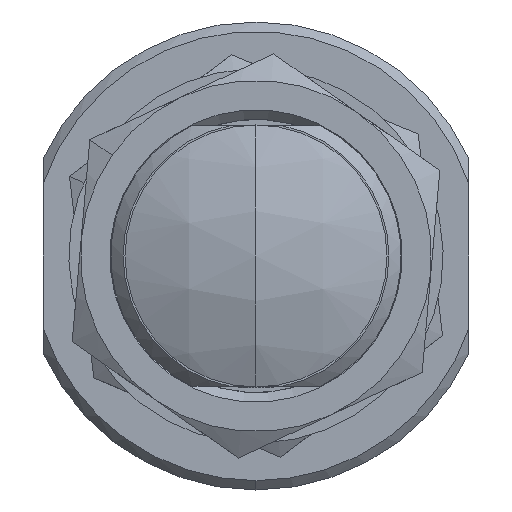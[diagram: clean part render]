
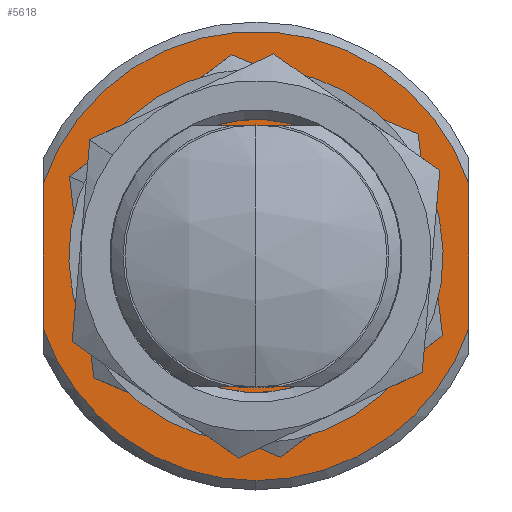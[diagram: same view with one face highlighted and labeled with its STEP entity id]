
A CAD part, left-side view. The second image highlights one B-rep face of the part: STEP entity #5618.
In plain terms, the highlighted planar face has unit normal (-1, 0, 0).
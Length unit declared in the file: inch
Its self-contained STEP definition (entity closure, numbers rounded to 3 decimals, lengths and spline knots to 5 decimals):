
#137 = AXIS2_PLACEMENT_3D ( 'NONE', #8026, #6938, #2521 ) ;
#177 = VERTEX_POINT ( 'NONE', #7287 ) ;
#246 = DIRECTION ( 'NONE',  ( -1., 0., 0. ) ) ;
#412 = CARTESIAN_POINT ( 'NONE',  ( -0.94, 0., 0. ) ) ;
#415 = AXIS2_PLACEMENT_3D ( 'NONE', #2424, #246, #1533 ) ;
#418 = VERTEX_POINT ( 'NONE', #10909 ) ;
#697 = EDGE_CURVE ( 'NONE', #12473, #10393, #13612, .T. ) ;
#774 = VECTOR ( 'NONE', #10554, 39.37008 ) ;
#933 = VERTEX_POINT ( 'NONE', #9161 ) ;
#1533 = DIRECTION ( 'NONE',  ( 0., 0., -1. ) ) ;
#1604 = PLANE ( 'NONE',  #10180 ) ;
#1799 = CARTESIAN_POINT ( 'NONE',  ( -0.94, 0., 0. ) ) ;
#2063 = EDGE_LOOP ( 'NONE', ( #2447, #7787, #5660, #3940, #8644 ) ) ;
#2216 = VECTOR ( 'NONE', #7523, 39.37008 ) ;
#2424 = CARTESIAN_POINT ( 'NONE',  ( -0.94, 0., 0. ) ) ;
#2447 = ORIENTED_EDGE ( 'NONE', *, *, #8861, .T. ) ;
#2490 = AXIS2_PLACEMENT_3D ( 'NONE', #3047, #9426, #10568 ) ;
#2508 = CARTESIAN_POINT ( 'NONE',  ( -0.94, 0., -0.36 ) ) ;
#2521 = DIRECTION ( 'NONE',  ( 0., 0., -1. ) ) ;
#3047 = CARTESIAN_POINT ( 'NONE',  ( -0.94, 0., 0. ) ) ;
#3294 = ORIENTED_EDGE ( 'NONE', *, *, #12344, .T. ) ;
#3940 = ORIENTED_EDGE ( 'NONE', *, *, #4451, .T. ) ;
#4104 = DIRECTION ( 'NONE',  ( 0., 0., -1. ) ) ;
#4422 = VERTEX_POINT ( 'NONE', #6759 ) ;
#4451 = EDGE_CURVE ( 'NONE', #4422, #12473, #8104, .T. ) ;
#4833 = DIRECTION ( 'NONE',  ( -1., 0., 0. ) ) ;
#5078 = DIRECTION ( 'NONE',  ( 1., 0., 0. ) ) ;
#5270 = EDGE_CURVE ( 'NONE', #11964, #933, #5600, .T. ) ;
#5509 = LINE ( 'NONE', #7161, #13633 ) ;
#5600 = CIRCLE ( 'NONE', #415, 0.233 ) ;
#5618 = ADVANCED_FACE ( 'NONE', ( #11838, #7920 ), #1604, .F. ) ;
#5628 = AXIS2_PLACEMENT_3D ( 'NONE', #412, #4833, #10066 ) ;
#5660 = ORIENTED_EDGE ( 'NONE', *, *, #13044, .T. ) ;
#6250 = CARTESIAN_POINT ( 'NONE',  ( -0.94, 0., 0. ) ) ;
#6759 = CARTESIAN_POINT ( 'NONE',  ( -0.94, -0.341, 0.11541 ) ) ;
#6938 = DIRECTION ( 'NONE',  ( -1., 0., 0. ) ) ;
#7161 = CARTESIAN_POINT ( 'NONE',  ( -0.94, -0.3, 0.209 ) ) ;
#7287 = CARTESIAN_POINT ( 'NONE',  ( -0.94, -0.341, -0.11541 ) ) ;
#7400 = DIRECTION ( 'NONE',  ( -1., 0., 0. ) ) ;
#7523 = DIRECTION ( 'NONE',  ( 0., 1., 0. ) ) ;
#7572 = LINE ( 'NONE', #10738, #2216 ) ;
#7787 = ORIENTED_EDGE ( 'NONE', *, *, #9614, .T. ) ;
#7839 = DIRECTION ( 'NONE',  ( 0., 0., 1. ) ) ;
#7920 = FACE_OUTER_BOUND ( 'NONE', #2063, .T. ) ;
#7923 = EDGE_CURVE ( 'NONE', #12804, #11964, #5509, .T. ) ;
#8026 = CARTESIAN_POINT ( 'NONE',  ( -0.94, 0., 0. ) ) ;
#8104 = CIRCLE ( 'NONE', #5628, 0.36 ) ;
#8644 = ORIENTED_EDGE ( 'NONE', *, *, #697, .T. ) ;
#8705 = CARTESIAN_POINT ( 'NONE',  ( -0.94, 0.341, -0.11541 ) ) ;
#8861 = EDGE_CURVE ( 'NONE', #10393, #11933, #10520, .T. ) ;
#8966 = ORIENTED_EDGE ( 'NONE', *, *, #7923, .F. ) ;
#9161 = CARTESIAN_POINT ( 'NONE',  ( -0.94, 0.103, -0.209 ) ) ;
#9246 = LINE ( 'NONE', #12246, #10769 ) ;
#9426 = DIRECTION ( 'NONE',  ( -1., 0., 0. ) ) ;
#9453 = CARTESIAN_POINT ( 'NONE',  ( -0.94, 0.341, 0.36568 ) ) ;
#9550 = ORIENTED_EDGE ( 'NONE', *, *, #5270, .F. ) ;
#9614 = EDGE_CURVE ( 'NONE', #11933, #177, #11828, .T. ) ;
#9671 = CARTESIAN_POINT ( 'NONE',  ( -0.94, -0.103, 0.209 ) ) ;
#9838 = EDGE_CURVE ( 'NONE', #418, #12804, #13675, .T. ) ;
#10066 = DIRECTION ( 'NONE',  ( 0., 0., -1. ) ) ;
#10180 = AXIS2_PLACEMENT_3D ( 'NONE', #1799, #5078, #13626 ) ;
#10393 = VERTEX_POINT ( 'NONE', #8705 ) ;
#10520 = CIRCLE ( 'NONE', #2490, 0.36 ) ;
#10554 = DIRECTION ( 'NONE',  ( 0., 0., -1. ) ) ;
#10568 = DIRECTION ( 'NONE',  ( 0., 0., -1. ) ) ;
#10738 = CARTESIAN_POINT ( 'NONE',  ( -0.94, -0.3, -0.209 ) ) ;
#10769 = VECTOR ( 'NONE', #7839, 39.37008 ) ;
#10909 = CARTESIAN_POINT ( 'NONE',  ( -0.94, -0.103, -0.209 ) ) ;
#10981 = CARTESIAN_POINT ( 'NONE',  ( -0.94, 0.103, 0.209 ) ) ;
#11828 = CIRCLE ( 'NONE', #137, 0.36 ) ;
#11838 = FACE_BOUND ( 'NONE', #13226, .T. ) ;
#11933 = VERTEX_POINT ( 'NONE', #2508 ) ;
#11964 = VERTEX_POINT ( 'NONE', #10981 ) ;
#12185 = AXIS2_PLACEMENT_3D ( 'NONE', #6250, #7400, #4104 ) ;
#12246 = CARTESIAN_POINT ( 'NONE',  ( -0.94, -0.341, -0.36568 ) ) ;
#12344 = EDGE_CURVE ( 'NONE', #418, #933, #7572, .T. ) ;
#12473 = VERTEX_POINT ( 'NONE', #13268 ) ;
#12682 = DIRECTION ( 'NONE',  ( 0., 1., 0. ) ) ;
#12804 = VERTEX_POINT ( 'NONE', #9671 ) ;
#13044 = EDGE_CURVE ( 'NONE', #177, #4422, #9246, .T. ) ;
#13226 = EDGE_LOOP ( 'NONE', ( #3294, #9550, #8966, #13601 ) ) ;
#13268 = CARTESIAN_POINT ( 'NONE',  ( -0.94, 0.341, 0.11541 ) ) ;
#13601 = ORIENTED_EDGE ( 'NONE', *, *, #9838, .F. ) ;
#13612 = LINE ( 'NONE', #9453, #774 ) ;
#13626 = DIRECTION ( 'NONE',  ( 0., 0., -1. ) ) ;
#13633 = VECTOR ( 'NONE', #12682, 39.37008 ) ;
#13675 = CIRCLE ( 'NONE', #12185, 0.233 ) ;
